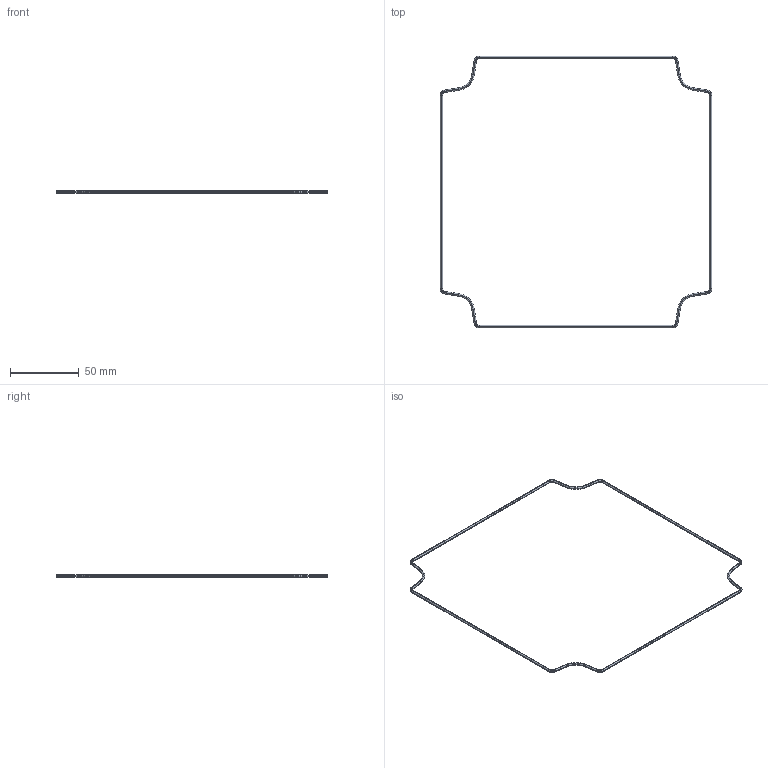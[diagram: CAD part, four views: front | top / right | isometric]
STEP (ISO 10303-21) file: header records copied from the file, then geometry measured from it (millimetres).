
FILE_DESCRIPTION (( 'STEP AP214' ), '1' );
FILE_NAME ('1557HGASKET.STEP', '2020-11-19T21:15:46', ( '' ), ( '' ), 'SwSTEP 2.0', 'SolidWorks 2019', '' );
FILE_SCHEMA (( 'AUTOMOTIVE_DESIGN' ));
Length unit declared in the file: millimetre
Products named in the file (1): 1557HGASKET
Bounding box: 197.29 x 197.29 x 1.8 mm (x, y, z)
Volume: 1992 mm3; surface area: 4313.6 mm2
Topology: 1 solids, 1 shells, 146 faces, 336 edges, 192 vertices
Faces by surface type: cylinder 56, bspline 48, plane 26, torus 16
Entity records: 6430 total; most frequent: CARTESIAN_POINT 3331, ORIENTED_EDGE 672, DIRECTION 598, EDGE_CURVE 336, AXIS2_PLACEMENT_3D 227, VERTEX_POINT 192, EDGE_LOOP 148, ADVANCED_FACE 146
